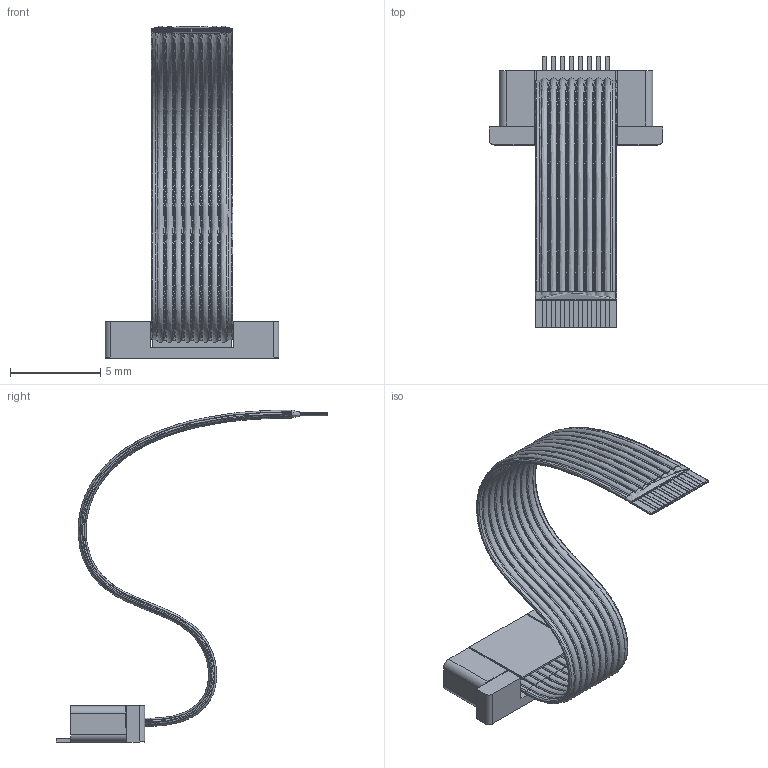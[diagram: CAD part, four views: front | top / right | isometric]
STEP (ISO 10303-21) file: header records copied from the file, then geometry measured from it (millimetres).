
FILE_DESCRIPTION(('FreeCAD Model'),'2;1');
FILE_NAME('JUSHUO AFC07-S08ECA-00.step','2020-02-13T21:52:05',('kicad StepUp'),('ksu MCAD' ),'Open CASCADE STEP processor 7.4','FreeCAD','Unknown');
FILE_SCHEMA(('AUTOMOTIVE_DESIGN { 1 0 10303 214 1 1 1 1 }'));
Length unit declared in the file: millimetre
Products named in the file (1): JUSHUO_AFC07-S08ECA-00
Bounding box: 9.6 x 15.02 x 18.36 mm (x, y, z)
Volume: 109.3 mm3; surface area: 571.9 mm2
Topology: 10 solids, 10 shells, 294 faces, 734 edges, 458 vertices
Faces by surface type: plane 136, bspline 77, cylinder 75, torus 4, sphere 2
Entity records: 21319 total; most frequent: CARTESIAN_POINT 14531, ORIENTED_EDGE 1464, DIRECTION 1294, EDGE_CURVE 732, VERTEX_POINT 458, LINE 434, VECTOR 434, AXIS2_PLACEMENT_3D 430
